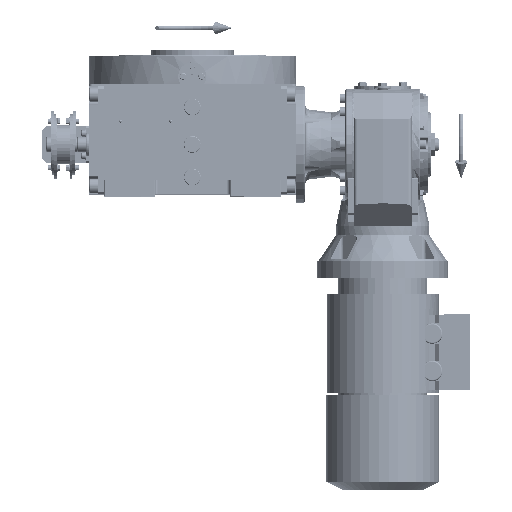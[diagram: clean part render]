
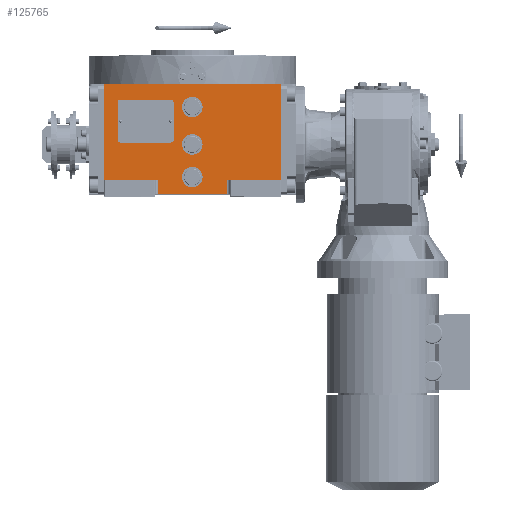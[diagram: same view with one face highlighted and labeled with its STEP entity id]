
A CAD part, top view. The second image highlights one B-rep face of the part: STEP entity #125765.
In plain terms, the highlighted planar face has unit normal (0, 0, 1).
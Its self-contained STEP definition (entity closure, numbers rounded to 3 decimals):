
#411 = DIRECTION ( 'NONE',  ( -1., 0., 0. ) ) ;
#982 = CIRCLE ( 'NONE', #79032, 11. ) ;
#2103 = DIRECTION ( 'NONE',  ( 1., 0., 0. ) ) ;
#2220 = CARTESIAN_POINT ( 'NONE',  ( -37., -53.5, 163.5 ) ) ;
#8451 = CIRCLE ( 'NONE', #99504, 11. ) ;
#8480 = CARTESIAN_POINT ( 'NONE',  ( 0., 0., 163.5 ) ) ;
#10466 = DIRECTION ( 'NONE',  ( 0., -1., 0. ) ) ;
#10955 = CARTESIAN_POINT ( 'NONE',  ( 94.5, -38.5, 163.5 ) ) ;
#10965 = VERTEX_POINT ( 'NONE', #43086 ) ;
#11079 = DIRECTION ( 'NONE',  ( 1., 0., 0. ) ) ;
#11771 = CIRCLE ( 'NONE', #35174, 11. ) ;
#13055 = VECTOR ( 'NONE', #31593, 1000. ) ;
#13542 = VERTEX_POINT ( 'NONE', #65769 ) ;
#13764 = CARTESIAN_POINT ( 'NONE',  ( -11., 0., 163.5 ) ) ;
#14676 = VERTEX_POINT ( 'NONE', #146592 ) ;
#16763 = AXIS2_PLACEMENT_3D ( 'NONE', #8480, #157620, #92469 ) ;
#17378 = VERTEX_POINT ( 'NONE', #109327 ) ;
#17929 = VERTEX_POINT ( 'NONE', #105705 ) ;
#18848 = CARTESIAN_POINT ( 'NONE',  ( 0., 40., 163.5 ) ) ;
#19459 = DIRECTION ( 'NONE',  ( 1., 0., 0. ) ) ;
#21148 = DIRECTION ( 'NONE',  ( 0., 1., 0. ) ) ;
#22318 = VERTEX_POINT ( 'NONE', #71723 ) ;
#23763 = EDGE_CURVE ( 'NONE', #17929, #39815, #158801, .T. ) ;
#29086 = LINE ( 'NONE', #2220, #140102 ) ;
#29170 = CARTESIAN_POINT ( 'NONE',  ( -37., -53.5, 163.5 ) ) ;
#30953 = FACE_OUTER_BOUND ( 'NONE', #92379, .T. ) ;
#31593 = DIRECTION ( 'NONE',  ( 1., 0., 0. ) ) ;
#31762 = DIRECTION ( 'NONE',  ( 0., 0., 1. ) ) ;
#31799 = CARTESIAN_POINT ( 'NONE',  ( -94.5, -38.5, 163.5 ) ) ;
#32833 = VECTOR ( 'NONE', #21148, 1000. ) ;
#33042 = ORIENTED_EDGE ( 'NONE', *, *, #85175, .F. ) ;
#34565 = ORIENTED_EDGE ( 'NONE', *, *, #70340, .F. ) ;
#35174 = AXIS2_PLACEMENT_3D ( 'NONE', #18848, #37912, #411 ) ;
#37912 = DIRECTION ( 'NONE',  ( 0., 0., 1. ) ) ;
#39609 = LINE ( 'NONE', #42043, #144498 ) ;
#39815 = VERTEX_POINT ( 'NONE', #53597 ) ;
#40528 = CARTESIAN_POINT ( 'NONE',  ( 37., -38.5, 163.5 ) ) ;
#42043 = CARTESIAN_POINT ( 'NONE',  ( -94.5, -38.5, 163.5 ) ) ;
#42158 = EDGE_CURVE ( 'NONE', #17929, #50095, #152161, .T. ) ;
#42221 = EDGE_CURVE ( 'NONE', #22318, #107218, #29086, .T. ) ;
#42254 = CARTESIAN_POINT ( 'NONE',  ( 0., 0., 163.5 ) ) ;
#43086 = CARTESIAN_POINT ( 'NONE',  ( -94.5, 64.5, 163.5 ) ) ;
#43227 = ORIENTED_EDGE ( 'NONE', *, *, #72376, .F. ) ;
#43444 = AXIS2_PLACEMENT_3D ( 'NONE', #94427, #131100, #19459 ) ;
#44058 = ORIENTED_EDGE ( 'NONE', *, *, #42158, .T. ) ;
#46178 = EDGE_LOOP ( 'NONE', ( #75903, #103869 ) ) ;
#47153 = CARTESIAN_POINT ( 'NONE',  ( 37., -38.5, 163.5 ) ) ;
#50095 = VERTEX_POINT ( 'NONE', #66489 ) ;
#50607 = CIRCLE ( 'NONE', #16763, 11. ) ;
#53597 = CARTESIAN_POINT ( 'NONE',  ( 37., -53.5, 163.5 ) ) ;
#54344 = DIRECTION ( 'NONE',  ( 0., 1., 0. ) ) ;
#55122 = ORIENTED_EDGE ( 'NONE', *, *, #57136, .F. ) ;
#55160 = CARTESIAN_POINT ( 'NONE',  ( -94.5, -38.5, 163.5 ) ) ;
#55388 = DIRECTION ( 'NONE',  ( 0., 0., 1. ) ) ;
#56174 = DIRECTION ( 'NONE',  ( 1., 0., 0. ) ) ;
#56849 = LINE ( 'NONE', #158706, #113210 ) ;
#57136 = EDGE_CURVE ( 'NONE', #68679, #10965, #132803, .T. ) ;
#58246 = ORIENTED_EDGE ( 'NONE', *, *, #42221, .F. ) ;
#58502 = VERTEX_POINT ( 'NONE', #13764 ) ;
#58984 = CIRCLE ( 'NONE', #43444, 11. ) ;
#59673 = ORIENTED_EDGE ( 'NONE', *, *, #100129, .T. ) ;
#60804 = ORIENTED_EDGE ( 'NONE', *, *, #112302, .T. ) ;
#65769 = CARTESIAN_POINT ( 'NONE',  ( 94.5, 64.5, 163.5 ) ) ;
#66489 = CARTESIAN_POINT ( 'NONE',  ( 94.5, -38.5, 163.5 ) ) ;
#68163 = CARTESIAN_POINT ( 'NONE',  ( 11., 0., 163.5 ) ) ;
#68401 = FACE_BOUND ( 'NONE', #123211, .T. ) ;
#68679 = VERTEX_POINT ( 'NONE', #55160 ) ;
#70340 = EDGE_CURVE ( 'NONE', #58502, #153652, #50607, .T. ) ;
#71611 = CARTESIAN_POINT ( 'NONE',  ( 0., -35., 163.5 ) ) ;
#71723 = CARTESIAN_POINT ( 'NONE',  ( -37., -53.5, 163.5 ) ) ;
#72376 = EDGE_CURVE ( 'NONE', #14676, #151677, #95374, .T. ) ;
#74550 = AXIS2_PLACEMENT_3D ( 'NONE', #109677, #135748, #11079 ) ;
#75126 = ORIENTED_EDGE ( 'NONE', *, *, #23763, .F. ) ;
#75903 = ORIENTED_EDGE ( 'NONE', *, *, #147695, .F. ) ;
#77966 = DIRECTION ( 'NONE',  ( 1., 0., 0. ) ) ;
#79032 = AXIS2_PLACEMENT_3D ( 'NONE', #42254, #104931, #154668 ) ;
#80194 = VECTOR ( 'NONE', #77966, 1000. ) ;
#83072 = FACE_BOUND ( 'NONE', #117805, .T. ) ;
#85175 = EDGE_CURVE ( 'NONE', #153652, #58502, #982, .T. ) ;
#86282 = EDGE_CURVE ( 'NONE', #10965, #13542, #56849, .T. ) ;
#90665 = EDGE_CURVE ( 'NONE', #68679, #107218, #39609, .T. ) ;
#91603 = ORIENTED_EDGE ( 'NONE', *, *, #90665, .T. ) ;
#92379 = EDGE_LOOP ( 'NONE', ( #60804, #75126, #44058, #59673, #152822, #55122, #91603, #58246 ) ) ;
#92469 = DIRECTION ( 'NONE',  ( -1., 0., 0. ) ) ;
#94427 = CARTESIAN_POINT ( 'NONE',  ( 0., -35., 163.5 ) ) ;
#95123 = DIRECTION ( 'NONE',  ( 1., 0., 0. ) ) ;
#95266 = FACE_BOUND ( 'NONE', #46178, .T. ) ;
#95374 = CIRCLE ( 'NONE', #74550, 11. ) ;
#99504 = AXIS2_PLACEMENT_3D ( 'NONE', #71611, #55388, #105086 ) ;
#100129 = EDGE_CURVE ( 'NONE', #50095, #13542, #148677, .T. ) ;
#103869 = ORIENTED_EDGE ( 'NONE', *, *, #125860, .F. ) ;
#104931 = DIRECTION ( 'NONE',  ( 0., 0., 1. ) ) ;
#105086 = DIRECTION ( 'NONE',  ( -1., 0., 0. ) ) ;
#105705 = CARTESIAN_POINT ( 'NONE',  ( 37., -38.5, 163.5 ) ) ;
#106999 = CARTESIAN_POINT ( 'NONE',  ( -11., 40., 163.5 ) ) ;
#107218 = VERTEX_POINT ( 'NONE', #129257 ) ;
#107425 = AXIS2_PLACEMENT_3D ( 'NONE', #143395, #31762, #56174 ) ;
#109327 = CARTESIAN_POINT ( 'NONE',  ( 11., -35., 163.5 ) ) ;
#109677 = CARTESIAN_POINT ( 'NONE',  ( 0., 40., 163.5 ) ) ;
#111152 = DIRECTION ( 'NONE',  ( 0., 1., 0. ) ) ;
#111258 = VECTOR ( 'NONE', #10466, 1000. ) ;
#112302 = EDGE_CURVE ( 'NONE', #22318, #39815, #115522, .T. ) ;
#113210 = VECTOR ( 'NONE', #95123, 1000. ) ;
#115522 = LINE ( 'NONE', #29170, #13055 ) ;
#117805 = EDGE_LOOP ( 'NONE', ( #33042, #34565 ) ) ;
#119717 = PLANE ( 'NONE',  #107425 ) ;
#120541 = VERTEX_POINT ( 'NONE', #153768 ) ;
#121101 = EDGE_CURVE ( 'NONE', #151677, #14676, #11771, .T. ) ;
#122569 = VECTOR ( 'NONE', #111152, 1000. ) ;
#123211 = EDGE_LOOP ( 'NONE', ( #43227, #149479 ) ) ;
#125765 = ADVANCED_FACE ( 'NONE', ( #83072, #95266, #68401, #30953 ), #119717, .T. ) ;
#125860 = EDGE_CURVE ( 'NONE', #120541, #17378, #8451, .T. ) ;
#129257 = CARTESIAN_POINT ( 'NONE',  ( -37., -38.5, 163.5 ) ) ;
#131100 = DIRECTION ( 'NONE',  ( 0., 0., 1. ) ) ;
#132803 = LINE ( 'NONE', #31799, #32833 ) ;
#135748 = DIRECTION ( 'NONE',  ( 0., 0., 1. ) ) ;
#140102 = VECTOR ( 'NONE', #54344, 1000. ) ;
#143395 = CARTESIAN_POINT ( 'NONE',  ( -94.5, -53.5, 163.5 ) ) ;
#144498 = VECTOR ( 'NONE', #2103, 1000. ) ;
#146592 = CARTESIAN_POINT ( 'NONE',  ( 11., 40., 163.5 ) ) ;
#147695 = EDGE_CURVE ( 'NONE', #17378, #120541, #58984, .T. ) ;
#148677 = LINE ( 'NONE', #10955, #122569 ) ;
#149479 = ORIENTED_EDGE ( 'NONE', *, *, #121101, .F. ) ;
#151677 = VERTEX_POINT ( 'NONE', #106999 ) ;
#152161 = LINE ( 'NONE', #40528, #80194 ) ;
#152822 = ORIENTED_EDGE ( 'NONE', *, *, #86282, .F. ) ;
#153652 = VERTEX_POINT ( 'NONE', #68163 ) ;
#153768 = CARTESIAN_POINT ( 'NONE',  ( -11., -35., 163.5 ) ) ;
#154668 = DIRECTION ( 'NONE',  ( 1., 0., 0. ) ) ;
#157620 = DIRECTION ( 'NONE',  ( 0., 0., 1. ) ) ;
#158706 = CARTESIAN_POINT ( 'NONE',  ( -94.5, 64.5, 163.5 ) ) ;
#158801 = LINE ( 'NONE', #47153, #111258 ) ;
